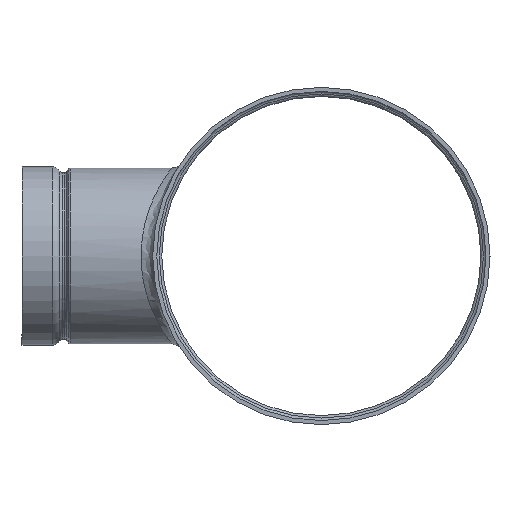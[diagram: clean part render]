
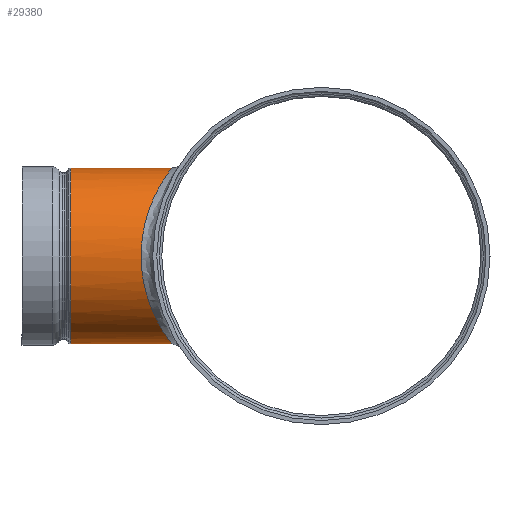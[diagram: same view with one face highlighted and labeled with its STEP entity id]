
A CAD part, left-side view. The second image highlights one B-rep face of the part: STEP entity #29380.
In plain terms, the highlighted cylindrical face has radius 43.891 mm (diameter 87.782 mm), a full revolution.
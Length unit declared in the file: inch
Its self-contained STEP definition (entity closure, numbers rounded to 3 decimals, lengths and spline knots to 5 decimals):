
#1271 = B_SPLINE_CURVE_WITH_KNOTS ( 'NONE', 3,
 ( #39423, #42887, #7113, #3491, #3804, #27331, #10574, #20209, #30544, #7254, #20061, #40139, #40568, #30404, #33897, #16988, #23408, #16838, #34037, #13915, #20637, #36653, #7391, #23855, #23564, #30686, #37230, #39994 ),
 .UNSPECIFIED., .T., .F.,
 ( 4, 1, 1, 1, 1, 1, 1, 1, 1, 1, 1, 1, 1, 1, 1, 1, 1, 1, 1, 1, 1, 1, 3, 4 ),
 ( 0., 0.03571, 0.07143, 0.14286, 0.17857, 0.21429, 0.25, 0.28571, 0.33333, 0.38095, 0.42857, 0.47619, 0.52381, 0.57143, 0.61905, 0.66667, 0.71429, 0.7619, 0.80952, 0.85714, 0.92857, 0.96429, 1., 1. ),
 .UNSPECIFIED. ) ;
#1764 = FACE_OUTER_BOUND ( 'NONE', #25479, .T. ) ;
#3491 = CARTESIAN_POINT ( 'NONE',  ( -0.88704, 3.08833, 1.52155 ) ) ;
#3804 = CARTESIAN_POINT ( 'NONE',  ( -1.28849, 3.28, 1.19971 ) ) ;
#6095 = CARTESIAN_POINT ( 'NONE',  ( -1.728, 4.9254, 0. ) ) ;
#6731 = ORIENTED_EDGE ( 'NONE', *, *, #13225, .F. ) ;
#7113 = CARTESIAN_POINT ( 'NONE',  ( -0.39656, 2.96046, 1.69734 ) ) ;
#7254 = CARTESIAN_POINT ( 'NONE',  ( -1.51247, 3.40573, -0.88719 ) ) ;
#7391 = CARTESIAN_POINT ( 'NONE',  ( 0.39655, 2.96045, 1.69736 ) ) ;
#7521 = EDGE_CURVE ( 'NONE', #24433, #24433, #14119, .T. ) ;
#8786 = DIRECTION ( 'NONE',  ( -1., 0., 0. ) ) ;
#8807 = VERTEX_POINT ( 'NONE', #16239 ) ;
#9590 = ORIENTED_EDGE ( 'NONE', *, *, #7521, .F. ) ;
#10574 = CARTESIAN_POINT ( 'NONE',  ( -1.69737, 3.5208, 0.39656 ) ) ;
#13225 = EDGE_CURVE ( 'NONE', #8807, #8807, #1271, .T. ) ;
#13915 = CARTESIAN_POINT ( 'NONE',  ( 1.62813, 3.4763, 0.65306 ) ) ;
#14119 = CIRCLE ( 'NONE', #39603, 1.728 ) ;
#14214 = AXIS2_PLACEMENT_3D ( 'NONE', #24244, #40681, #37474 ) ;
#16239 = CARTESIAN_POINT ( 'NONE',  ( 0., 2.93642, 1.72801 ) ) ;
#16838 = CARTESIAN_POINT ( 'NONE',  ( 1.70873, 3.52776, -0.40024 ) ) ;
#16988 = CARTESIAN_POINT ( 'NONE',  ( 1.19121, 3.23002, -1.28548 ) ) ;
#20061 = CARTESIAN_POINT ( 'NONE',  ( -1.19118, 3.22999, -1.28548 ) ) ;
#20209 = CARTESIAN_POINT ( 'NONE',  ( -1.74333, 3.55036, 0.00006 ) ) ;
#20637 = CARTESIAN_POINT ( 'NONE',  ( 1.32186, 3.29589, 1.17305 ) ) ;
#23408 = CARTESIAN_POINT ( 'NONE',  ( 1.51244, 3.4057, -0.88717 ) ) ;
#23564 = CARTESIAN_POINT ( 'NONE',  ( 0., 2.93642, 1.72801 ) ) ;
#23855 = CARTESIAN_POINT ( 'NONE',  ( 0.13218, 2.93642, 1.72801 ) ) ;
#24244 = CARTESIAN_POINT ( 'NONE',  ( 0., 2.47832, 0. ) ) ;
#24433 = VERTEX_POINT ( 'NONE', #6095 ) ;
#25479 = EDGE_LOOP ( 'NONE', ( #9590 ) ) ;
#27331 = CARTESIAN_POINT ( 'NONE',  ( -1.56476, 3.4382, 0.76671 ) ) ;
#28806 = CYLINDRICAL_SURFACE ( 'NONE', #14214, 1.728 ) ;
#29380 = ADVANCED_FACE ( 'NONE', ( #1764, #35079 ), #28806, .T. ) ;
#30404 = CARTESIAN_POINT ( 'NONE',  ( 0.26922, 2.93163, -1.73452 ) ) ;
#30544 = CARTESIAN_POINT ( 'NONE',  ( -1.69228, 3.51753, -0.4408 ) ) ;
#30686 = CARTESIAN_POINT ( 'NONE',  ( 0., 2.93642, 1.72801 ) ) ;
#31943 = DIRECTION ( 'NONE',  ( 0., 1., 0. ) ) ;
#33897 = CARTESIAN_POINT ( 'NONE',  ( 0.77049, 3.0521, -1.57496 ) ) ;
#34037 = CARTESIAN_POINT ( 'NONE',  ( 1.75031, 3.55503, 0.13493 ) ) ;
#35079 = FACE_OUTER_BOUND ( 'NONE', #39707, .T. ) ;
#36653 = CARTESIAN_POINT ( 'NONE',  ( 0.88706, 3.08836, 1.5215 ) ) ;
#37230 = CARTESIAN_POINT ( 'NONE',  ( 0., 2.93642, 1.72801 ) ) ;
#37474 = DIRECTION ( 'NONE',  ( 1., 0., 0. ) ) ;
#39423 = CARTESIAN_POINT ( 'NONE',  ( 0., 2.93642, 1.72801 ) ) ;
#39603 = AXIS2_PLACEMENT_3D ( 'NONE', #41950, #31943, #8786 ) ;
#39707 = EDGE_LOOP ( 'NONE', ( #6731 ) ) ;
#39994 = CARTESIAN_POINT ( 'NONE',  ( 0., 2.93642, 1.72801 ) ) ;
#40139 = CARTESIAN_POINT ( 'NONE',  ( -0.77046, 3.05211, -1.57498 ) ) ;
#40568 = CARTESIAN_POINT ( 'NONE',  ( -0.26918, 2.93161, -1.73454 ) ) ;
#40681 = DIRECTION ( 'NONE',  ( 0., 1., 0. ) ) ;
#41950 = CARTESIAN_POINT ( 'NONE',  ( 0., 4.9254, 0. ) ) ;
#42887 = CARTESIAN_POINT ( 'NONE',  ( -0.13218, 2.93642, 1.72801 ) ) ;
